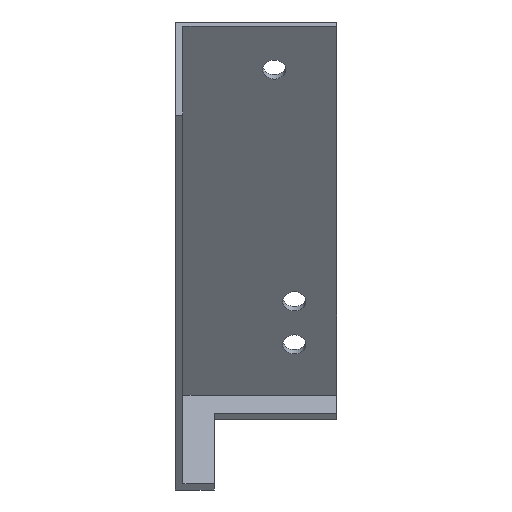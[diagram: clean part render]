
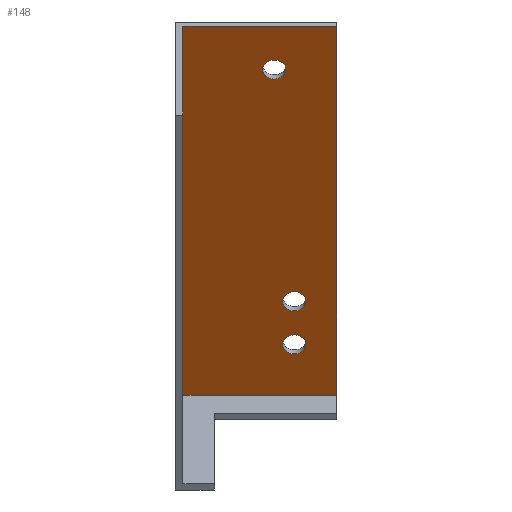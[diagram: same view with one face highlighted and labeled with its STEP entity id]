
A CAD part, isometric view. The second image highlights one B-rep face of the part: STEP entity #148.
In plain terms, the highlighted planar face has unit normal (-0.707, -0.707, 0).
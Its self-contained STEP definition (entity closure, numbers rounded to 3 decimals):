
#14 = VERTEX_POINT ( 'NONE', #267 ) ;
#28 = AXIS2_PLACEMENT_3D ( 'NONE', #327, #106, #593 ) ;
#31 = AXIS2_PLACEMENT_3D ( 'NONE', #573, #252, #560 ) ;
#33 = CARTESIAN_POINT ( 'NONE',  ( 9.361, -4.892, 16.259 ) ) ;
#34 = VERTEX_POINT ( 'NONE', #384 ) ;
#35 = LINE ( 'NONE', #337, #722 ) ;
#43 = AXIS2_PLACEMENT_3D ( 'NONE', #756, #144, #83 ) ;
#46 = CARTESIAN_POINT ( 'NONE',  ( 14.425, -9.956, 1. ) ) ;
#58 = CIRCLE ( 'NONE', #512, 1.55 ) ;
#60 = VERTEX_POINT ( 'NONE', #33 ) ;
#66 = CIRCLE ( 'NONE', #28, 1.55 ) ;
#83 = DIRECTION ( 'NONE',  ( 0.707, -0.707, 0. ) ) ;
#92 = EDGE_CURVE ( 'NONE', #184, #628, #736, .T. ) ;
#96 = EDGE_LOOP ( 'NONE', ( #672, #304 ) ) ;
#106 = DIRECTION ( 'NONE',  ( -0.707, -0.707, 0. ) ) ;
#110 = VERTEX_POINT ( 'NONE', #229 ) ;
#114 = ORIENTED_EDGE ( 'NONE', *, *, #517, .F. ) ;
#129 = VECTOR ( 'NONE', #284, 1000. ) ;
#143 = CARTESIAN_POINT ( 'NONE',  ( 9.657, -5.188, 53.968 ) ) ;
#144 = DIRECTION ( 'NONE',  ( -0.707, -0.707, 0. ) ) ;
#148 = ADVANCED_FACE ( 'NONE', ( #663, #168, #727, #733 ), #793, .F. ) ;
#158 = CARTESIAN_POINT ( 'NONE',  ( 10.457, -5.988, 16.259 ) ) ;
#167 = DIRECTION ( 'NONE',  ( 0.707, -0.707, 0. ) ) ;
#168 = FACE_BOUND ( 'NONE', #96, .T. ) ;
#169 = VECTOR ( 'NONE', #702, 1000. ) ;
#176 = CARTESIAN_POINT ( 'NONE',  ( 9.361, -4.892, 9.259 ) ) ;
#184 = VERTEX_POINT ( 'NONE', #293 ) ;
#207 = VERTEX_POINT ( 'NONE', #176 ) ;
#213 = CARTESIAN_POINT ( 'NONE',  ( 0., 4.469, 61. ) ) ;
#229 = CARTESIAN_POINT ( 'NONE',  ( 0., 4.469, 1. ) ) ;
#236 = EDGE_LOOP ( 'NONE', ( #114, #734 ) ) ;
#244 = CARTESIAN_POINT ( 'NONE',  ( 10.457, -5.988, 16.259 ) ) ;
#251 = VERTEX_POINT ( 'NONE', #46 ) ;
#252 = DIRECTION ( 'NONE',  ( -0.707, -0.707, 0. ) ) ;
#258 = DIRECTION ( 'NONE',  ( 0.707, -0.707, 0. ) ) ;
#267 = CARTESIAN_POINT ( 'NONE',  ( 11.553, -7.084, 16.259 ) ) ;
#278 = CARTESIAN_POINT ( 'NONE',  ( 14.425, -9.956, 61. ) ) ;
#284 = DIRECTION ( 'NONE',  ( 0., 0., -1. ) ) ;
#293 = CARTESIAN_POINT ( 'NONE',  ( 7.465, -2.996, 53.968 ) ) ;
#304 = ORIENTED_EDGE ( 'NONE', *, *, #373, .F. ) ;
#305 = CIRCLE ( 'NONE', #346, 1.55 ) ;
#327 = CARTESIAN_POINT ( 'NONE',  ( 10.457, -5.988, 9.259 ) ) ;
#336 = VERTEX_POINT ( 'NONE', #588 ) ;
#337 = CARTESIAN_POINT ( 'NONE',  ( 14.425, -9.956, 61. ) ) ;
#341 = CARTESIAN_POINT ( 'NONE',  ( 14.425, -9.956, 1. ) ) ;
#346 = AXIS2_PLACEMENT_3D ( 'NONE', #432, #682, #258 ) ;
#358 = EDGE_LOOP ( 'NONE', ( #452, #388 ) ) ;
#373 = EDGE_CURVE ( 'NONE', #207, #535, #66, .T. ) ;
#383 = EDGE_CURVE ( 'NONE', #60, #14, #58, .T. ) ;
#384 = CARTESIAN_POINT ( 'NONE',  ( 0., 4.469, 61. ) ) ;
#388 = ORIENTED_EDGE ( 'NONE', *, *, #92, .F. ) ;
#401 = LINE ( 'NONE', #341, #169 ) ;
#413 = CARTESIAN_POINT ( 'NONE',  ( 14.425, -9.956, 61. ) ) ;
#432 = CARTESIAN_POINT ( 'NONE',  ( 10.457, -5.988, 9.259 ) ) ;
#440 = CARTESIAN_POINT ( 'NONE',  ( 11.553, -7.084, 9.259 ) ) ;
#452 = ORIENTED_EDGE ( 'NONE', *, *, #530, .F. ) ;
#490 = DIRECTION ( 'NONE',  ( -0.707, -0.707, 0. ) ) ;
#512 = AXIS2_PLACEMENT_3D ( 'NONE', #158, #786, #167 ) ;
#517 = EDGE_CURVE ( 'NONE', #14, #60, #726, .T. ) ;
#530 = EDGE_CURVE ( 'NONE', #628, #184, #681, .T. ) ;
#535 = VERTEX_POINT ( 'NONE', #440 ) ;
#538 = ORIENTED_EDGE ( 'NONE', *, *, #678, .F. ) ;
#541 = VECTOR ( 'NONE', #714, 1000. ) ;
#560 = DIRECTION ( 'NONE',  ( 0.707, -0.707, 0. ) ) ;
#573 = CARTESIAN_POINT ( 'NONE',  ( 8.561, -4.092, 53.968 ) ) ;
#583 = ORIENTED_EDGE ( 'NONE', *, *, #748, .T. ) ;
#584 = LINE ( 'NONE', #213, #541 ) ;
#588 = CARTESIAN_POINT ( 'NONE',  ( 14.425, -9.956, 61. ) ) ;
#590 = DIRECTION ( 'NONE',  ( -0.707, 0.707, 0. ) ) ;
#593 = DIRECTION ( 'NONE',  ( 0.707, -0.707, 0. ) ) ;
#604 = DIRECTION ( 'NONE',  ( 0.707, 0.707, 0. ) ) ;
#612 = EDGE_CURVE ( 'NONE', #535, #207, #305, .T. ) ;
#624 = AXIS2_PLACEMENT_3D ( 'NONE', #413, #604, #590 ) ;
#628 = VERTEX_POINT ( 'NONE', #143 ) ;
#637 = ORIENTED_EDGE ( 'NONE', *, *, #767, .F. ) ;
#643 = LINE ( 'NONE', #278, #129 ) ;
#653 = AXIS2_PLACEMENT_3D ( 'NONE', #244, #490, #742 ) ;
#663 = FACE_BOUND ( 'NONE', #358, .T. ) ;
#672 = ORIENTED_EDGE ( 'NONE', *, *, #612, .F. ) ;
#678 = EDGE_CURVE ( 'NONE', #34, #336, #35, .T. ) ;
#681 = CIRCLE ( 'NONE', #31, 1.55 ) ;
#682 = DIRECTION ( 'NONE',  ( -0.707, -0.707, 0. ) ) ;
#702 = DIRECTION ( 'NONE',  ( 0.707, -0.707, 0. ) ) ;
#714 = DIRECTION ( 'NONE',  ( 0., 0., -1. ) ) ;
#718 = DIRECTION ( 'NONE',  ( 0.707, -0.707, 0. ) ) ;
#721 = ORIENTED_EDGE ( 'NONE', *, *, #762, .T. ) ;
#722 = VECTOR ( 'NONE', #718, 1000. ) ;
#726 = CIRCLE ( 'NONE', #653, 1.55 ) ;
#727 = FACE_BOUND ( 'NONE', #236, .T. ) ;
#728 = EDGE_LOOP ( 'NONE', ( #583, #637, #538, #721 ) ) ;
#733 = FACE_OUTER_BOUND ( 'NONE', #728, .T. ) ;
#734 = ORIENTED_EDGE ( 'NONE', *, *, #383, .F. ) ;
#736 = CIRCLE ( 'NONE', #43, 1.55 ) ;
#742 = DIRECTION ( 'NONE',  ( 0.707, -0.707, 0. ) ) ;
#748 = EDGE_CURVE ( 'NONE', #110, #251, #401, .T. ) ;
#756 = CARTESIAN_POINT ( 'NONE',  ( 8.561, -4.092, 53.968 ) ) ;
#762 = EDGE_CURVE ( 'NONE', #34, #110, #584, .T. ) ;
#767 = EDGE_CURVE ( 'NONE', #336, #251, #643, .T. ) ;
#786 = DIRECTION ( 'NONE',  ( -0.707, -0.707, 0. ) ) ;
#793 = PLANE ( 'NONE',  #624 ) ;
